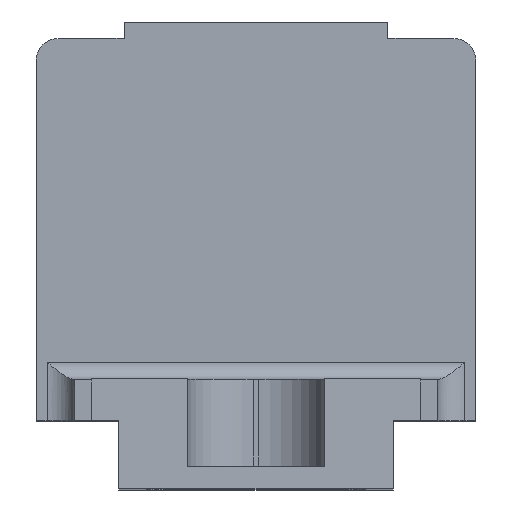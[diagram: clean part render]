
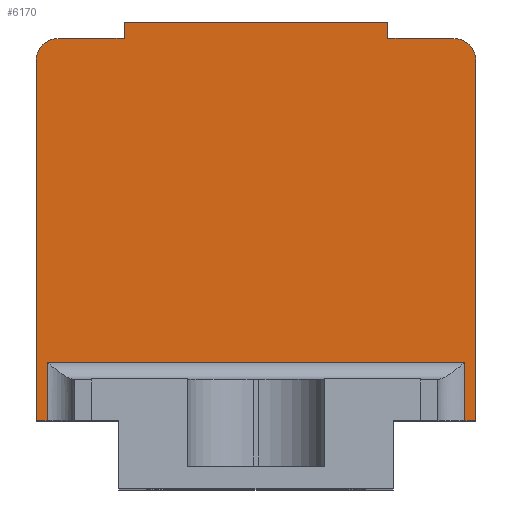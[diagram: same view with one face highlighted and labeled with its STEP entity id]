
A CAD part, top view. The second image highlights one B-rep face of the part: STEP entity #6170.
In plain terms, the highlighted planar face has unit normal (0, 0, 1).
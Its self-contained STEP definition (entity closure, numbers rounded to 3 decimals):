
#1121=DIRECTION('',(0.,1.,0.));
#1122=VECTOR('',#1121,5.3);
#1123=CARTESIAN_POINT('',(19.,6.2,45.1));
#1124=LINE('',#1123,#1122);
#1139=DIRECTION('',(1.,0.,0.));
#1140=VECTOR('',#1139,6.);
#1141=CARTESIAN_POINT('',(-18.,41.,45.1));
#1142=LINE('',#1141,#1140);
#1143=DIRECTION('',(0.,1.,0.));
#1144=VECTOR('',#1143,1.5);
#1145=CARTESIAN_POINT('',(-12.,41.,45.1));
#1146=LINE('',#1145,#1144);
#1147=DIRECTION('',(1.,0.,0.));
#1148=VECTOR('',#1147,24.);
#1149=CARTESIAN_POINT('',(-12.,42.5,45.1));
#1150=LINE('',#1149,#1148);
#1151=DIRECTION('',(0.,-1.,0.));
#1152=VECTOR('',#1151,1.5);
#1153=CARTESIAN_POINT('',(12.,42.5,45.1));
#1154=LINE('',#1153,#1152);
#1155=DIRECTION('',(1.,0.,0.));
#1156=VECTOR('',#1155,6.);
#1157=CARTESIAN_POINT('',(12.,41.,45.1));
#1158=LINE('',#1157,#1156);
#1159=DIRECTION('',(0.,-1.,0.));
#1160=VECTOR('',#1159,32.8);
#1161=CARTESIAN_POINT('',(20.,39.,45.1));
#1162=LINE('',#1161,#1160);
#1163=DIRECTION('',(-1.,0.,0.));
#1164=VECTOR('',#1163,1.);
#1165=CARTESIAN_POINT('',(20.,6.2,45.1));
#1166=LINE('',#1165,#1164);
#1167=DIRECTION('',(-1.,0.,0.));
#1168=VECTOR('',#1167,1.);
#1169=CARTESIAN_POINT('',(-19.,6.2,45.1));
#1170=LINE('',#1169,#1168);
#1171=DIRECTION('',(0.,1.,0.));
#1172=VECTOR('',#1171,32.8);
#1173=CARTESIAN_POINT('',(-20.,6.2,45.1));
#1174=LINE('',#1173,#1172);
#1179=CARTESIAN_POINT('',(-18.,39.,45.1));
#1180=DIRECTION('',(0.,0.,1.));
#1181=DIRECTION('',(0.,1.,0.));
#1182=AXIS2_PLACEMENT_3D('',#1179,#1180,#1181);
#1213=CARTESIAN_POINT('',(18.,39.,45.1));
#1214=DIRECTION('',(0.,0.,1.));
#1215=DIRECTION('',(1.,0.,0.));
#1216=AXIS2_PLACEMENT_3D('',#1213,#1214,#1215);
#3795=DIRECTION('',(0.,1.,0.));
#3796=VECTOR('',#3795,5.3);
#3797=CARTESIAN_POINT('',(-19.,6.2,45.1));
#3798=LINE('',#3797,#3796);
#3833=DIRECTION('',(1.,0.,0.));
#3834=VECTOR('',#3833,38.);
#3835=CARTESIAN_POINT('',(-19.,11.5,45.1));
#3836=LINE('',#3835,#3834);
#4025=CARTESIAN_POINT('',(-12.,41.,45.1));
#4026=CARTESIAN_POINT('',(-12.,42.5,45.1));
#4027=VERTEX_POINT('',#4025);
#4028=VERTEX_POINT('',#4026);
#4029=CARTESIAN_POINT('',(12.,42.5,45.1));
#4030=VERTEX_POINT('',#4029);
#4031=CARTESIAN_POINT('',(12.,41.,45.1));
#4032=VERTEX_POINT('',#4031);
#4041=CARTESIAN_POINT('',(20.,6.2,45.1));
#4043=VERTEX_POINT('',#4041);
#4045=CARTESIAN_POINT('',(-20.,6.2,45.1));
#4047=VERTEX_POINT('',#4045);
#4189=CARTESIAN_POINT('',(19.,6.2,45.1));
#4190=VERTEX_POINT('',#4189);
#4195=CARTESIAN_POINT('',(-19.,6.2,45.1));
#4196=VERTEX_POINT('',#4195);
#4201=CARTESIAN_POINT('',(-19.,11.5,45.1));
#4202=CARTESIAN_POINT('',(19.,11.5,45.1));
#4203=VERTEX_POINT('',#4201);
#4204=VERTEX_POINT('',#4202);
#4298=CARTESIAN_POINT('',(-18.,41.,45.1));
#4300=VERTEX_POINT('',#4298);
#4301=CARTESIAN_POINT('',(-20.,39.,45.1));
#4302=VERTEX_POINT('',#4301);
#4322=CARTESIAN_POINT('',(20.,39.,45.1));
#4324=VERTEX_POINT('',#4322);
#4325=CARTESIAN_POINT('',(18.,41.,45.1));
#4326=VERTEX_POINT('',#4325);
#6136=CARTESIAN_POINT('',(0.,0.,45.1));
#6137=DIRECTION('',(0.,0.,-1.));
#6138=DIRECTION('',(-1.,0.,0.));
#6139=AXIS2_PLACEMENT_3D('',#6136,#6137,#6138);
#6140=PLANE('',#6139);
#6142=ORIENTED_EDGE('',*,*,#6141,.F.);
#6144=ORIENTED_EDGE('',*,*,#6143,.T.);
#6146=ORIENTED_EDGE('',*,*,#6145,.T.);
#6148=ORIENTED_EDGE('',*,*,#6147,.T.);
#6150=ORIENTED_EDGE('',*,*,#6149,.T.);
#6152=ORIENTED_EDGE('',*,*,#6151,.T.);
#6154=ORIENTED_EDGE('',*,*,#6153,.F.);
#6156=ORIENTED_EDGE('',*,*,#6155,.T.);
#6158=ORIENTED_EDGE('',*,*,#6157,.T.);
#6159=ORIENTED_EDGE('',*,*,#6125,.T.);
#6161=ORIENTED_EDGE('',*,*,#6160,.F.);
#6163=ORIENTED_EDGE('',*,*,#6162,.F.);
#6165=ORIENTED_EDGE('',*,*,#6164,.T.);
#6167=ORIENTED_EDGE('',*,*,#6166,.T.);
#6168=EDGE_LOOP('',(#6142,#6144,#6146,#6148,#6150,#6152,#6154,#6156,#6158,#6159,
#6161,#6163,#6165,#6167));
#6169=FACE_OUTER_BOUND('',#6168,.F.);
#6170=ADVANCED_FACE('',(#6169),#6140,.F.);
#1183=CIRCLE('',#1182,2.);
#1217=CIRCLE('',#1216,2.);
#6125=EDGE_CURVE('',#4190,#4204,#1124,.T.);
#6141=EDGE_CURVE('',#4300,#4302,#1183,.T.);
#6143=EDGE_CURVE('',#4300,#4027,#1142,.T.);
#6145=EDGE_CURVE('',#4027,#4028,#1146,.T.);
#6147=EDGE_CURVE('',#4028,#4030,#1150,.T.);
#6149=EDGE_CURVE('',#4030,#4032,#1154,.T.);
#6151=EDGE_CURVE('',#4032,#4326,#1158,.T.);
#6153=EDGE_CURVE('',#4324,#4326,#1217,.T.);
#6155=EDGE_CURVE('',#4324,#4043,#1162,.T.);
#6157=EDGE_CURVE('',#4043,#4190,#1166,.T.);
#6160=EDGE_CURVE('',#4203,#4204,#3836,.T.);
#6162=EDGE_CURVE('',#4196,#4203,#3798,.T.);
#6164=EDGE_CURVE('',#4196,#4047,#1170,.T.);
#6166=EDGE_CURVE('',#4047,#4302,#1174,.T.);
